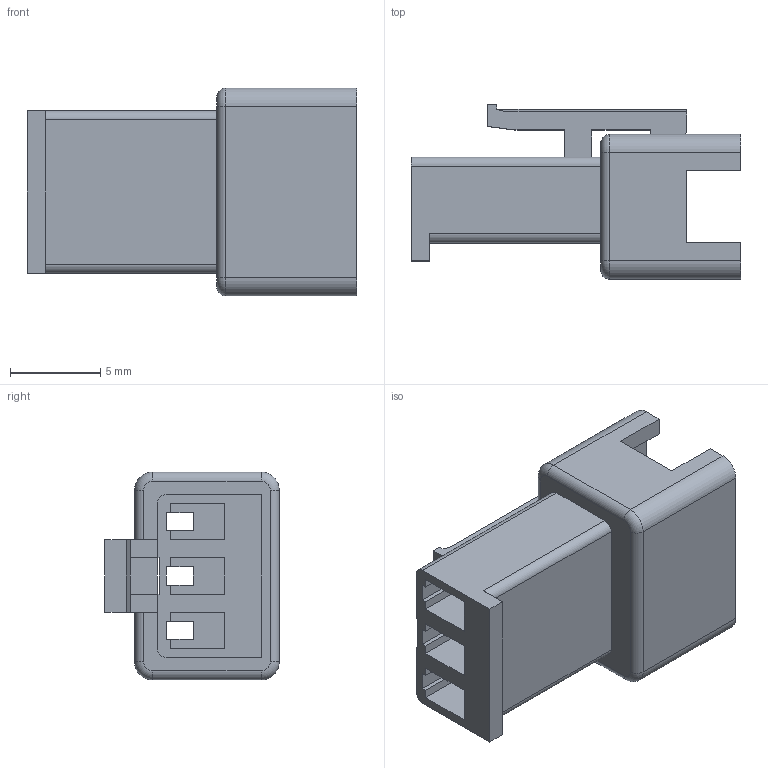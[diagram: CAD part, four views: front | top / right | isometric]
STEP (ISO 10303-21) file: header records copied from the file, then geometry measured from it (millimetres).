
FILE_DESCRIPTION (( 'STEP AP203' ), '1' );
FILE_NAME ('3-Pin JST Female.STEP', '2018-08-13T05:59:45', ( '' ), ( '' ), 'SwSTEP 2.0', 'SolidWorks 2017', '' );
FILE_SCHEMA (( 'CONFIG_CONTROL_DESIGN' ));
Length unit declared in the file: millimetre
Products named in the file (1): 3-Pin JST Female
Bounding box: 18.25 x 9.65 x 11.5 mm (x, y, z)
Volume: 569.1 mm3; surface area: 1364.4 mm2
Topology: 1 solids, 1 shells, 112 faces, 328 edges, 212 vertices
Faces by surface type: plane 95, cylinder 13, torus 4
Entity records: 3743 total; most frequent: ORIENTED_EDGE 656, CARTESIAN_POINT 653, DIRECTION 584, EDGE_CURVE 328, VECTOR 298, LINE 298, VERTEX_POINT 212, AXIS2_PLACEMENT_3D 143
